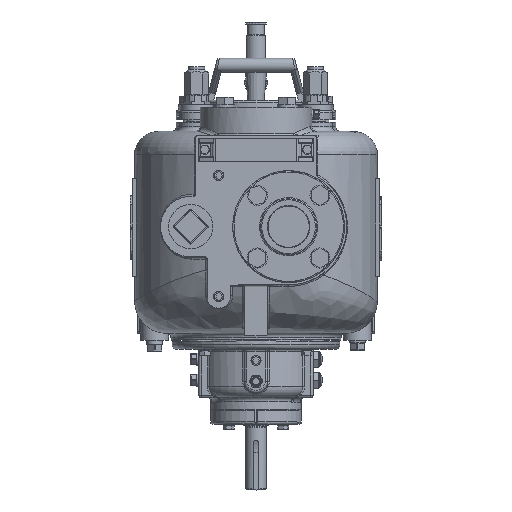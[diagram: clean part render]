
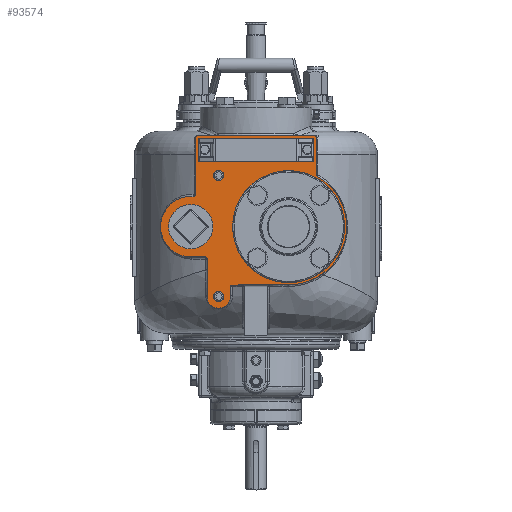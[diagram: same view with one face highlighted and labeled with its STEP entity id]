
A CAD part, top view. The second image highlights one B-rep face of the part: STEP entity #93574.
In plain terms, the highlighted planar face has unit normal (0, 0, 1).
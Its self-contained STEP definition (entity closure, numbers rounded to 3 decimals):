
#4235=CIRCLE('',#98992,3.048);
#4236=CIRCLE('',#98994,79.248);
#4237=CIRCLE('',#98996,3.048);
#4238=CIRCLE('',#98999,3.048);
#4239=CIRCLE('',#99002,15.748);
#4240=CIRCLE('',#99005,3.048);
#4242=CIRCLE('',#99009,41.148);
#4243=CIRCLE('',#99011,3.048);
#4244=CIRCLE('',#99013,76.2);
#4245=CIRCLE('',#99015,6.747);
#4246=CIRCLE('',#99017,6.747);
#4247=CIRCLE('',#99019,29.63);
#4360=CIRCLE('',#99248,3.048);
#4365=CIRCLE('',#99255,3.048);
#20011=ORIENTED_EDGE('',*,*,#32252,.T.);
#20012=ORIENTED_EDGE('',*,*,#32251,.F.);
#20013=ORIENTED_EDGE('',*,*,#32250,.F.);
#20014=ORIENTED_EDGE('',*,*,#32249,.T.);
#20015=ORIENTED_EDGE('',*,*,#32548,.T.);
#20016=ORIENTED_EDGE('',*,*,#32550,.F.);
#20017=ORIENTED_EDGE('',*,*,#32540,.T.);
#20018=ORIENTED_EDGE('',*,*,#32273,.F.);
#20019=ORIENTED_EDGE('',*,*,#32247,.T.);
#20020=ORIENTED_EDGE('',*,*,#32244,.F.);
#20021=ORIENTED_EDGE('',*,*,#32242,.F.);
#20022=ORIENTED_EDGE('',*,*,#32239,.T.);
#20023=ORIENTED_EDGE('',*,*,#32236,.F.);
#20024=ORIENTED_EDGE('',*,*,#32235,.F.);
#20025=ORIENTED_EDGE('',*,*,#32232,.F.);
#20026=ORIENTED_EDGE('',*,*,#32230,.T.);
#20027=ORIENTED_EDGE('',*,*,#32228,.F.);
#20028=ORIENTED_EDGE('',*,*,#32226,.T.);
#20029=ORIENTED_EDGE('',*,*,#32224,.F.);
#20030=ORIENTED_EDGE('',*,*,#32222,.T.);
#20031=ORIENTED_EDGE('',*,*,#32220,.F.);
#20032=ORIENTED_EDGE('',*,*,#32217,.T.);
#20033=ORIENTED_EDGE('',*,*,#32215,.T.);
#20034=ORIENTED_EDGE('',*,*,#32214,.F.);
#20035=ORIENTED_EDGE('',*,*,#32211,.F.);
#32211=EDGE_CURVE('',#39443,#39444,#45173,.T.);
#32214=EDGE_CURVE('',#39444,#39445,#45176,.T.);
#32215=EDGE_CURVE('',#39446,#39445,#45177,.T.);
#32217=EDGE_CURVE('',#39443,#39446,#45179,.T.);
#32220=EDGE_CURVE('',#39448,#39449,#45181,.T.);
#32222=EDGE_CURVE('',#39450,#39449,#4235,.T.);
#32224=EDGE_CURVE('',#39450,#39451,#4236,.T.);
#32226=EDGE_CURVE('',#39452,#39451,#4237,.T.);
#32228=EDGE_CURVE('',#39452,#39453,#45186,.T.);
#32230=EDGE_CURVE('',#39454,#39453,#4238,.T.);
#32232=EDGE_CURVE('',#39454,#39455,#45189,.T.);
#32235=EDGE_CURVE('',#39455,#39456,#4239,.T.);
#32236=EDGE_CURVE('',#39456,#39457,#45192,.T.);
#32239=EDGE_CURVE('',#39458,#39457,#4240,.T.);
#32242=EDGE_CURVE('',#39458,#39460,#45196,.T.);
#32244=EDGE_CURVE('',#39460,#39461,#4242,.T.);
#32247=EDGE_CURVE('',#39462,#39461,#4243,.T.);
#32249=EDGE_CURVE('',#39463,#39463,#4244,.T.);
#32250=EDGE_CURVE('',#39464,#39464,#4245,.F.);
#32251=EDGE_CURVE('',#39465,#39465,#4246,.F.);
#32252=EDGE_CURVE('',#39466,#39466,#4247,.T.);
#32273=EDGE_CURVE('',#39462,#39476,#45210,.T.);
#32540=EDGE_CURVE('',#39619,#39476,#4360,.F.);
#32548=EDGE_CURVE('',#39448,#39624,#4365,.F.);
#32550=EDGE_CURVE('',#39619,#39624,#45298,.T.);
#39443=VERTEX_POINT('',#147070);
#39444=VERTEX_POINT('',#147072);
#39445=VERTEX_POINT('',#147076);
#39446=VERTEX_POINT('',#147080);
#39448=VERTEX_POINT('',#147094);
#39449=VERTEX_POINT('',#147096);
#39450=VERTEX_POINT('',#147100);
#39451=VERTEX_POINT('',#147104);
#39452=VERTEX_POINT('',#147108);
#39453=VERTEX_POINT('',#147112);
#39454=VERTEX_POINT('',#147116);
#39455=VERTEX_POINT('',#147120);
#39456=VERTEX_POINT('',#147124);
#39457=VERTEX_POINT('',#147128);
#39458=VERTEX_POINT('',#147133);
#39460=VERTEX_POINT('',#147139);
#39461=VERTEX_POINT('',#147143);
#39462=VERTEX_POINT('',#147176);
#39463=VERTEX_POINT('',#147180);
#39464=VERTEX_POINT('',#147183);
#39465=VERTEX_POINT('',#147186);
#39466=VERTEX_POINT('',#147189);
#39476=VERTEX_POINT('',#147782);
#39619=VERTEX_POINT('',#149227);
#39624=VERTEX_POINT('',#149268);
#45173=LINE('',#147071,#50273);
#45176=LINE('',#147077,#50276);
#45177=LINE('',#147079,#50277);
#45179=LINE('',#147083,#50279);
#45181=LINE('',#147095,#50281);
#45186=LINE('',#147111,#50286);
#45189=LINE('',#147119,#50289);
#45192=LINE('',#147127,#50292);
#45196=LINE('',#147138,#50296);
#45210=LINE('',#147781,#50310);
#45298=LINE('',#149271,#50398);
#50273=VECTOR('',#113820,1000.);
#50276=VECTOR('',#113825,1000.);
#50277=VECTOR('',#113828,1000.);
#50279=VECTOR('',#113832,1000.);
#50281=VECTOR('',#113836,1000.);
#50286=VECTOR('',#113855,1000.);
#50289=VECTOR('',#113864,1000.);
#50292=VECTOR('',#113873,1000.);
#50296=VECTOR('',#113885,1000.);
#50310=VECTOR('',#113951,1000.);
#50398=VECTOR('',#114485,1000.);
#54676=EDGE_LOOP('',(#20011));
#54677=EDGE_LOOP('',(#20012));
#54678=EDGE_LOOP('',(#20013));
#54679=EDGE_LOOP('',(#20014));
#54680=EDGE_LOOP('',(#20015,#20016,#20017,#20018,#20019,#20020,#20021,#20022,
#20023,#20024,#20025,#20026,#20027,#20028,#20029,#20030,#20031));
#54681=EDGE_LOOP('',(#20032,#20033,#20034,#20035));
#59244=FACE_BOUND('',#54676,.T.);
#59245=FACE_BOUND('',#54677,.T.);
#59246=FACE_BOUND('',#54678,.T.);
#59247=FACE_BOUND('',#54679,.T.);
#59248=FACE_BOUND('',#54680,.T.);
#59249=FACE_BOUND('',#54681,.T.);
#62080=PLANE('',#99256);
#93574=ADVANCED_FACE('',(#59244,#59245,#59246,#59247,#59248,#59249),#62080,
 .F.);
#98992=AXIS2_PLACEMENT_3D('',#147099,#113840,#113841);
#98994=AXIS2_PLACEMENT_3D('',#147103,#113845,#113846);
#98996=AXIS2_PLACEMENT_3D('',#147107,#113850,#113851);
#98999=AXIS2_PLACEMENT_3D('',#147115,#113859,#113860);
#99002=AXIS2_PLACEMENT_3D('',#147125,#113869,#113870);
#99005=AXIS2_PLACEMENT_3D('',#147132,#113878,#113879);
#99009=AXIS2_PLACEMENT_3D('',#147142,#113889,#113890);
#99011=AXIS2_PLACEMENT_3D('',#147175,#113894,#113895);
#99013=AXIS2_PLACEMENT_3D('',#147179,#113899,#113900);
#99015=AXIS2_PLACEMENT_3D('',#147182,#113903,#113904);
#99017=AXIS2_PLACEMENT_3D('',#147185,#113907,#113908);
#99019=AXIS2_PLACEMENT_3D('',#147188,#113911,#113912);
#99248=AXIS2_PLACEMENT_3D('',#149226,#114465,#114466);
#99255=AXIS2_PLACEMENT_3D('',#149267,#114480,#114481);
#99256=AXIS2_PLACEMENT_3D('',#149270,#114483,#114484);
#113820=DIRECTION('',(-1.,0.,0.));
#113825=DIRECTION('',(0.,-1.,0.));
#113828=DIRECTION('',(-1.,0.,0.));
#113832=DIRECTION('',(0.,-1.,0.));
#113836=DIRECTION('',(0.,-1.,0.));
#113840=DIRECTION('',(0.,0.,-1.));
#113841=DIRECTION('',(-1.,0.,0.));
#113845=DIRECTION('',(0.,0.,-1.));
#113846=DIRECTION('',(-1.,0.,0.));
#113850=DIRECTION('',(0.,0.,-1.));
#113851=DIRECTION('',(-1.,0.,0.));
#113855=DIRECTION('',(-1.,-0.003,0.));
#113859=DIRECTION('',(0.,0.,-1.));
#113860=DIRECTION('',(-1.,0.,0.));
#113864=DIRECTION('',(0.,-1.,0.));
#113869=DIRECTION('',(0.,0.,-1.));
#113870=DIRECTION('',(1.,0.,0.));
#113873=DIRECTION('',(0.,1.,0.));
#113878=DIRECTION('',(0.,0.,-1.));
#113879=DIRECTION('',(-1.,0.,0.));
#113885=DIRECTION('',(-1.,0.,0.));
#113889=DIRECTION('',(0.,0.,-1.));
#113890=DIRECTION('',(1.,0.,0.));
#113894=DIRECTION('',(0.,0.,-1.));
#113895=DIRECTION('',(-1.,0.,0.));
#113899=DIRECTION('',(0.,0.,-1.));
#113900=DIRECTION('',(-1.,0.,0.));
#113903=DIRECTION('',(0.,0.,-1.));
#113904=DIRECTION('',(-1.,0.,0.));
#113907=DIRECTION('',(0.,0.,-1.));
#113908=DIRECTION('',(-1.,0.,0.));
#113911=DIRECTION('',(0.,0.,-1.));
#113912=DIRECTION('',(-1.,0.,0.));
#113951=DIRECTION('',(0.,1.,0.));
#114465=DIRECTION('',(0.,0.,-1.));
#114466=DIRECTION('',(-1.,0.,0.));
#114480=DIRECTION('',(0.,0.,-1.));
#114481=DIRECTION('',(-1.,0.,0.));
#114483=DIRECTION('',(0.,0.,-1.));
#114484=DIRECTION('',(-1.,0.,0.));
#114485=DIRECTION('',(1.,0.,0.));
#147070=CARTESIAN_POINT('',(77.724,120.523,273.05));
#147071=CARTESIAN_POINT('',(77.724,120.523,273.05));
#147072=CARTESIAN_POINT('',(-77.724,120.523,273.05));
#147076=CARTESIAN_POINT('',(-77.724,88.773,273.05));
#147077=CARTESIAN_POINT('',(-77.724,120.523,273.05));
#147079=CARTESIAN_POINT('',(77.724,88.773,273.05));
#147080=CARTESIAN_POINT('',(77.724,88.773,273.05));
#147083=CARTESIAN_POINT('',(77.724,120.523,273.05));
#147094=CARTESIAN_POINT('',(82.55,120.65,273.05));
#147095=CARTESIAN_POINT('',(82.55,69.488,273.05));
#147096=CARTESIAN_POINT('',(82.55,71.27,273.05));
#147099=CARTESIAN_POINT('',(85.598,71.27,273.05));
#147100=CARTESIAN_POINT('',(84.074,68.631,273.05));
#147103=CARTESIAN_POINT('',(44.45,0.,273.05));
#147104=CARTESIAN_POINT('',(44.454,-79.248,273.05));
#147107=CARTESIAN_POINT('',(44.454,-82.296,273.05));
#147108=CARTESIAN_POINT('',(44.446,-79.248,273.05));
#147111=CARTESIAN_POINT('',(44.45,-79.248,273.05));
#147112=CARTESIAN_POINT('',(-32.012,-79.452,273.05));
#147115=CARTESIAN_POINT('',(-32.004,-82.5,273.05));
#147116=CARTESIAN_POINT('',(-35.052,-82.5,273.05));
#147119=CARTESIAN_POINT('',(-35.052,-95.25,273.05));
#147120=CARTESIAN_POINT('',(-35.052,-95.25,273.05));
#147124=CARTESIAN_POINT('',(-66.548,-95.25,273.05));
#147125=CARTESIAN_POINT('',(-50.8,-95.25,273.05));
#147127=CARTESIAN_POINT('',(-66.548,-95.25,273.05));
#147128=CARTESIAN_POINT('',(-66.548,-44.196,273.05));
#147132=CARTESIAN_POINT('',(-69.596,-44.196,273.05));
#147133=CARTESIAN_POINT('',(-69.596,-41.148,273.05));
#147138=CARTESIAN_POINT('',(-88.9,-41.148,273.05));
#147139=CARTESIAN_POINT('',(-88.9,-41.148,273.05));
#147142=CARTESIAN_POINT('',(-88.9,0.,273.05));
#147143=CARTESIAN_POINT('',(-85.826,41.033,273.05));
#147175=CARTESIAN_POINT('',(-85.598,44.072,273.05));
#147176=CARTESIAN_POINT('',(-82.55,44.072,273.05));
#147179=CARTESIAN_POINT('',(44.45,0.,273.05));
#147180=CARTESIAN_POINT('',(-31.75,0.,273.05));
#147182=CARTESIAN_POINT('',(-50.8,69.85,273.05));
#147183=CARTESIAN_POINT('',(-57.547,69.85,273.05));
#147185=CARTESIAN_POINT('',(-50.8,-95.25,273.05));
#147186=CARTESIAN_POINT('',(-57.547,-95.25,273.05));
#147188=CARTESIAN_POINT('',(-88.9,0.,273.05));
#147189=CARTESIAN_POINT('',(-118.53,0.,273.05));
#147781=CARTESIAN_POINT('',(-82.55,40.655,273.05));
#147782=CARTESIAN_POINT('',(-82.55,120.65,273.05));
#149226=CARTESIAN_POINT('',(-79.502,120.65,273.05));
#149227=CARTESIAN_POINT('',(-79.502,123.698,273.05));
#149267=CARTESIAN_POINT('',(79.502,120.65,273.05));
#149268=CARTESIAN_POINT('',(79.502,123.698,273.05));
#149270=CARTESIAN_POINT('',(44.45,0.,273.05));
#149271=CARTESIAN_POINT('',(82.55,123.698,273.05));
